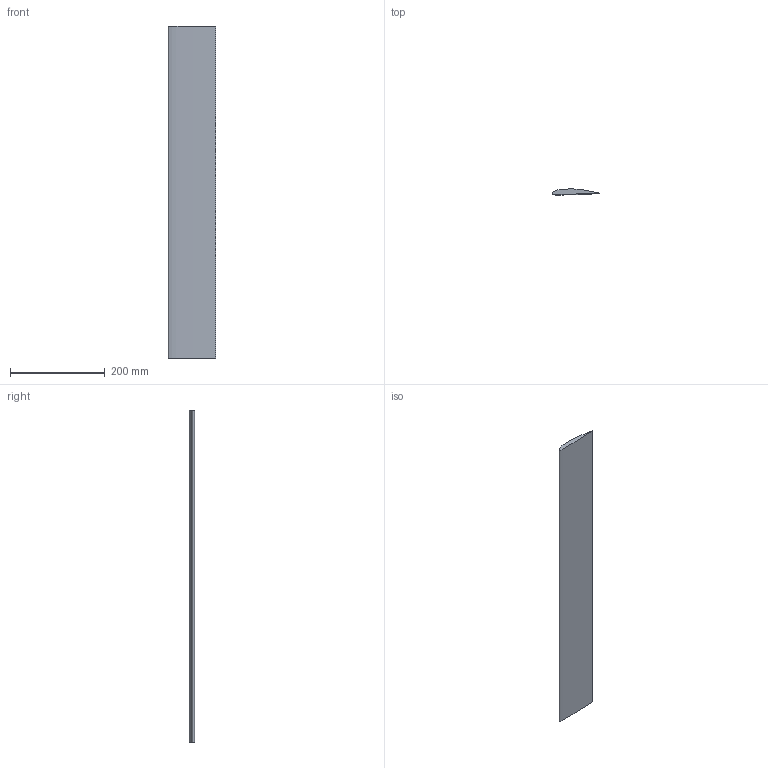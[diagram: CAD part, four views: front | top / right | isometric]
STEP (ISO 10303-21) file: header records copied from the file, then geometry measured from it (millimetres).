
FILE_DESCRIPTION(/* description */ (''),/* implementation_level */ '2;1');
FILE_NAME(/* name */ 'Rectangular Wing v1.step',/* time_stamp */ '2021-06-16T18:39:28+05:00',/* author */ (''),/* organization */ (''),/* preprocessor_version */ 'ST-DEVELOPER v18.1',/* originating_system */ 'Autodesk Translation Framework v10.6.0.1341',/* authorisation */ '');
FILE_SCHEMA (('AUTOMOTIVE_DESIGN { 1 0 10303 214 3 1 1 }'));
Length unit declared in the file: centimetre
Products named in the file (1): Rectangular Wing
Bounding box: 100 x 11.93 x 700 mm (x, y, z)
Volume: 510508.8 mm3; surface area: 143501.3 mm2
Topology: 1 solids, 1 shells, 4 faces, 6 edges, 4 vertices
Faces by surface type: plane 3, bspline 1
Entity records: 2530 total; most frequent: CARTESIAN_POINT 2432, ORIENTED_EDGE 12, DIRECTION 12, EDGE_CURVE 6, FACE_OUTER_BOUND 4, EDGE_LOOP 4, LINE 4, VECTOR 4
